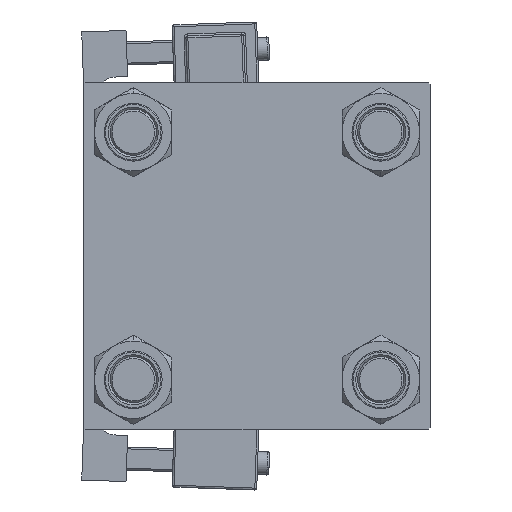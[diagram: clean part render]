
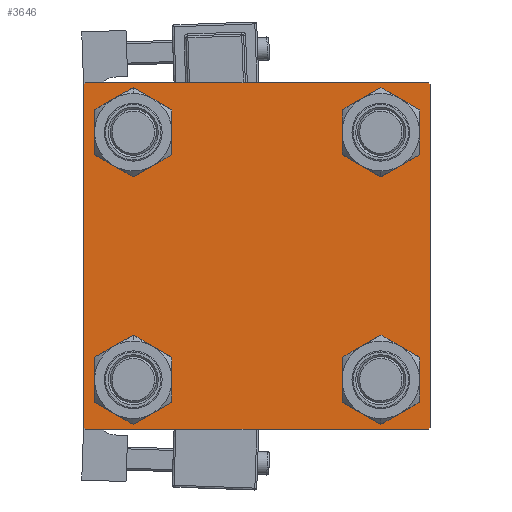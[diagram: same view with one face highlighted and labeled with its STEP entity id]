
A CAD part, left-side view. The second image highlights one B-rep face of the part: STEP entity #3646.
In plain terms, the highlighted planar face has unit normal (-1, 0, 0).
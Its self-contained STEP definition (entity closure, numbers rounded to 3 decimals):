
#598 = EDGE_CURVE ( 'NONE', #38170, #44563, #23143, .T. ) ;
#1034 = VERTEX_POINT ( 'NONE', #48002 ) ;
#1082 = DIRECTION ( 'NONE',  ( 1., 0., 0. ) ) ;
#2045 = CIRCLE ( 'NONE', #4583, 6.5 ) ;
#2404 = EDGE_CURVE ( 'NONE', #22431, #23978, #40863, .T. ) ;
#2760 = CARTESIAN_POINT ( 'NONE',  ( 0., -44.5, -45. ) ) ;
#2866 = LINE ( 'NONE', #47417, #31143 ) ;
#3080 = ORIENTED_EDGE ( 'NONE', *, *, #47377, .T. ) ;
#3646 = ADVANCED_FACE ( 'NONE', ( #20813, #45187, #12075, #44402, #4640 ), #45453, .T. ) ;
#3730 = ORIENTED_EDGE ( 'NONE', *, *, #28263, .T. ) ;
#4032 = DIRECTION ( 'NONE',  ( 0., 0., 1. ) ) ;
#4121 = AXIS2_PLACEMENT_3D ( 'NONE', #25482, #1082, #25219 ) ;
#4583 = AXIS2_PLACEMENT_3D ( 'NONE', #29219, #37415, #37156 ) ;
#4640 = FACE_OUTER_BOUND ( 'NONE', #25671, .T. ) ;
#5545 = EDGE_CURVE ( 'NONE', #44190, #43643, #20771, .T. ) ;
#6129 = CIRCLE ( 'NONE', #20547, 6.5 ) ;
#6581 = AXIS2_PLACEMENT_3D ( 'NONE', #52355, #40679, #32219 ) ;
#6652 = DIRECTION ( 'NONE',  ( 0., 0.707, -0.707 ) ) ;
#6773 = LINE ( 'NONE', #46560, #51633 ) ;
#8372 = EDGE_CURVE ( 'NONE', #42481, #41245, #2045, .T. ) ;
#8589 = VERTEX_POINT ( 'NONE', #48780 ) ;
#9581 = DIRECTION ( 'NONE',  ( 1., 0., 0. ) ) ;
#10207 = CARTESIAN_POINT ( 'NONE',  ( 0., 32.15, 25.65 ) ) ;
#10921 = ORIENTED_EDGE ( 'NONE', *, *, #49334, .T. ) ;
#12075 = FACE_BOUND ( 'NONE', #49624, .T. ) ;
#12522 = CARTESIAN_POINT ( 'NONE',  ( 0., 44.75, -44.75 ) ) ;
#12559 = VERTEX_POINT ( 'NONE', #42391 ) ;
#12630 = ORIENTED_EDGE ( 'NONE', *, *, #29120, .T. ) ;
#13519 = AXIS2_PLACEMENT_3D ( 'NONE', #52079, #47589, #51306 ) ;
#15541 = CARTESIAN_POINT ( 'NONE',  ( 0., 45., -44.5 ) ) ;
#15907 = CIRCLE ( 'NONE', #6581, 6.5 ) ;
#16187 = CARTESIAN_POINT ( 'NONE',  ( 0., 44.5, -45. ) ) ;
#16798 = CARTESIAN_POINT ( 'NONE',  ( 0., -44.75, 44.75 ) ) ;
#17250 = DIRECTION ( 'NONE',  ( 0., 0., -1. ) ) ;
#19628 = CARTESIAN_POINT ( 'NONE',  ( 0., 44.75, 44.75 ) ) ;
#19770 = EDGE_CURVE ( 'NONE', #35492, #8589, #6129, .T. ) ;
#19951 = DIRECTION ( 'NONE',  ( 1., 0., 0. ) ) ;
#20138 = VERTEX_POINT ( 'NONE', #16187 ) ;
#20547 = AXIS2_PLACEMENT_3D ( 'NONE', #40605, #19951, #4032 ) ;
#20771 = LINE ( 'NONE', #36930, #51167 ) ;
#20813 = FACE_BOUND ( 'NONE', #30860, .T. ) ;
#21410 = CARTESIAN_POINT ( 'NONE',  ( 0., -45., -44.5 ) ) ;
#21871 = CARTESIAN_POINT ( 'NONE',  ( 0., -32.15, -25.65 ) ) ;
#22431 = VERTEX_POINT ( 'NONE', #10207 ) ;
#22451 = AXIS2_PLACEMENT_3D ( 'NONE', #23695, #39842, #35873 ) ;
#22594 = CARTESIAN_POINT ( 'NONE',  ( 0., 44.5, 45. ) ) ;
#22757 = DIRECTION ( 'NONE',  ( 0., 0., 1. ) ) ;
#22777 = DIRECTION ( 'NONE',  ( 0., -1., 0. ) ) ;
#23010 = DIRECTION ( 'NONE',  ( 1., 0., 0. ) ) ;
#23143 = LINE ( 'NONE', #30850, #33233 ) ;
#23289 = EDGE_CURVE ( 'NONE', #37279, #1034, #36394, .T. ) ;
#23379 = CIRCLE ( 'NONE', #28464, 6.5 ) ;
#23695 = CARTESIAN_POINT ( 'NONE',  ( 0., 32.15, 32.15 ) ) ;
#23856 = ORIENTED_EDGE ( 'NONE', *, *, #46748, .T. ) ;
#23978 = VERTEX_POINT ( 'NONE', #30878 ) ;
#23998 = DIRECTION ( 'NONE',  ( -1., 0., 0. ) ) ;
#24338 = VECTOR ( 'NONE', #6652, 1000. ) ;
#24539 = VECTOR ( 'NONE', #17250, 1000. ) ;
#25219 = DIRECTION ( 'NONE',  ( 0., 0., 1. ) ) ;
#25482 = CARTESIAN_POINT ( 'NONE',  ( 0., -32.15, -32.15 ) ) ;
#25499 = LINE ( 'NONE', #12522, #30210 ) ;
#25644 = EDGE_CURVE ( 'NONE', #23978, #22431, #25845, .T. ) ;
#25671 = EDGE_LOOP ( 'NONE', ( #50052, #12630, #43459, #42807, #45557, #37968, #46974, #23856 ) ) ;
#25747 = AXIS2_PLACEMENT_3D ( 'NONE', #36970, #23998, #40151 ) ;
#25751 = DIRECTION ( 'NONE',  ( 0., 0., 1. ) ) ;
#25845 = CIRCLE ( 'NONE', #22451, 6.5 ) ;
#26136 = ORIENTED_EDGE ( 'NONE', *, *, #25644, .T. ) ;
#27047 = ORIENTED_EDGE ( 'NONE', *, *, #8372, .T. ) ;
#28263 = EDGE_CURVE ( 'NONE', #8589, #35492, #23379, .T. ) ;
#28464 = AXIS2_PLACEMENT_3D ( 'NONE', #29731, #9581, #25751 ) ;
#29120 = EDGE_CURVE ( 'NONE', #43643, #20138, #25499, .T. ) ;
#29187 = CARTESIAN_POINT ( 'NONE',  ( 0., 45., 44.5 ) ) ;
#29219 = CARTESIAN_POINT ( 'NONE',  ( 0., -32.15, -32.15 ) ) ;
#29731 = CARTESIAN_POINT ( 'NONE',  ( 0., -32.15, 32.15 ) ) ;
#30210 = VECTOR ( 'NONE', #41134, 1000. ) ;
#30285 = CARTESIAN_POINT ( 'NONE',  ( 0., -32.15, -38.65 ) ) ;
#30617 = CARTESIAN_POINT ( 'NONE',  ( 0., -45., 44.5 ) ) ;
#30846 = VECTOR ( 'NONE', #41159, 1000. ) ;
#30850 = CARTESIAN_POINT ( 'NONE',  ( 0., -44.75, -44.75 ) ) ;
#30860 = EDGE_LOOP ( 'NONE', ( #38271, #3730 ) ) ;
#30878 = CARTESIAN_POINT ( 'NONE',  ( 0., 32.15, 38.65 ) ) ;
#31143 = VECTOR ( 'NONE', #22777, 1000. ) ;
#32219 = DIRECTION ( 'NONE',  ( 0., 0., 1. ) ) ;
#32969 = DIRECTION ( 'NONE',  ( 0., 0., -1. ) ) ;
#33114 = EDGE_LOOP ( 'NONE', ( #27047, #10921 ) ) ;
#33233 = VECTOR ( 'NONE', #47007, 1000. ) ;
#34630 = DIRECTION ( 'NONE',  ( 0., -1., 0. ) ) ;
#35492 = VERTEX_POINT ( 'NONE', #43446 ) ;
#35873 = DIRECTION ( 'NONE',  ( 0., 0., 1. ) ) ;
#36394 = LINE ( 'NONE', #16798, #30846 ) ;
#36844 = LINE ( 'NONE', #48797, #24539 ) ;
#36930 = CARTESIAN_POINT ( 'NONE',  ( 0., 45., 45. ) ) ;
#36970 = CARTESIAN_POINT ( 'NONE',  ( 0., 0., 0. ) ) ;
#37156 = DIRECTION ( 'NONE',  ( 0., 0., 1. ) ) ;
#37279 = VERTEX_POINT ( 'NONE', #30617 ) ;
#37415 = DIRECTION ( 'NONE',  ( 1., 0., 0. ) ) ;
#37968 = ORIENTED_EDGE ( 'NONE', *, *, #23289, .T. ) ;
#38170 = VERTEX_POINT ( 'NONE', #2760 ) ;
#38271 = ORIENTED_EDGE ( 'NONE', *, *, #19770, .T. ) ;
#39842 = DIRECTION ( 'NONE',  ( 1., 0., 0. ) ) ;
#40151 = DIRECTION ( 'NONE',  ( 0., 0., 1. ) ) ;
#40597 = EDGE_CURVE ( 'NONE', #48690, #1034, #6773, .T. ) ;
#40605 = CARTESIAN_POINT ( 'NONE',  ( 0., -32.15, 32.15 ) ) ;
#40679 = DIRECTION ( 'NONE',  ( 1., 0., 0. ) ) ;
#40863 = CIRCLE ( 'NONE', #47647, 6.5 ) ;
#41039 = VERTEX_POINT ( 'NONE', #50220 ) ;
#41134 = DIRECTION ( 'NONE',  ( 0., -0.707, -0.707 ) ) ;
#41159 = DIRECTION ( 'NONE',  ( 0., 0.707, 0.707 ) ) ;
#41245 = VERTEX_POINT ( 'NONE', #30285 ) ;
#42391 = CARTESIAN_POINT ( 'NONE',  ( 0., 32.15, -25.65 ) ) ;
#42481 = VERTEX_POINT ( 'NONE', #21871 ) ;
#42807 = ORIENTED_EDGE ( 'NONE', *, *, #598, .T. ) ;
#43146 = EDGE_CURVE ( 'NONE', #37279, #44563, #36844, .T. ) ;
#43446 = CARTESIAN_POINT ( 'NONE',  ( 0., -32.15, 38.65 ) ) ;
#43459 = ORIENTED_EDGE ( 'NONE', *, *, #47826, .T. ) ;
#43643 = VERTEX_POINT ( 'NONE', #15541 ) ;
#44190 = VERTEX_POINT ( 'NONE', #29187 ) ;
#44402 = FACE_BOUND ( 'NONE', #51927, .T. ) ;
#44563 = VERTEX_POINT ( 'NONE', #21410 ) ;
#44842 = CIRCLE ( 'NONE', #13519, 6.5 ) ;
#45187 = FACE_BOUND ( 'NONE', #33114, .T. ) ;
#45453 = PLANE ( 'NONE',  #25747 ) ;
#45557 = ORIENTED_EDGE ( 'NONE', *, *, #43146, .F. ) ;
#46560 = CARTESIAN_POINT ( 'NONE',  ( 0., 45., 45. ) ) ;
#46660 = ORIENTED_EDGE ( 'NONE', *, *, #2404, .T. ) ;
#46748 = EDGE_CURVE ( 'NONE', #48690, #44190, #51443, .T. ) ;
#46974 = ORIENTED_EDGE ( 'NONE', *, *, #40597, .F. ) ;
#47007 = DIRECTION ( 'NONE',  ( 0., -0.707, 0.707 ) ) ;
#47301 = CIRCLE ( 'NONE', #4121, 6.5 ) ;
#47377 = EDGE_CURVE ( 'NONE', #41039, #12559, #15907, .T. ) ;
#47417 = CARTESIAN_POINT ( 'NONE',  ( 0., 45., -45. ) ) ;
#47589 = DIRECTION ( 'NONE',  ( 1., 0., 0. ) ) ;
#47647 = AXIS2_PLACEMENT_3D ( 'NONE', #47653, #23010, #22757 ) ;
#47653 = CARTESIAN_POINT ( 'NONE',  ( 0., 32.15, 32.15 ) ) ;
#47826 = EDGE_CURVE ( 'NONE', #20138, #38170, #2866, .T. ) ;
#48002 = CARTESIAN_POINT ( 'NONE',  ( 0., -44.5, 45. ) ) ;
#48607 = ORIENTED_EDGE ( 'NONE', *, *, #51903, .T. ) ;
#48690 = VERTEX_POINT ( 'NONE', #22594 ) ;
#48780 = CARTESIAN_POINT ( 'NONE',  ( 0., -32.15, 25.65 ) ) ;
#48797 = CARTESIAN_POINT ( 'NONE',  ( 0., -45., 45. ) ) ;
#49334 = EDGE_CURVE ( 'NONE', #41245, #42481, #47301, .T. ) ;
#49624 = EDGE_LOOP ( 'NONE', ( #48607, #3080 ) ) ;
#50052 = ORIENTED_EDGE ( 'NONE', *, *, #5545, .T. ) ;
#50220 = CARTESIAN_POINT ( 'NONE',  ( 0., 32.15, -38.65 ) ) ;
#51167 = VECTOR ( 'NONE', #32969, 1000. ) ;
#51306 = DIRECTION ( 'NONE',  ( 0., 0., 1. ) ) ;
#51443 = LINE ( 'NONE', #19628, #24338 ) ;
#51633 = VECTOR ( 'NONE', #34630, 1000. ) ;
#51903 = EDGE_CURVE ( 'NONE', #12559, #41039, #44842, .T. ) ;
#51927 = EDGE_LOOP ( 'NONE', ( #26136, #46660 ) ) ;
#52079 = CARTESIAN_POINT ( 'NONE',  ( 0., 32.15, -32.15 ) ) ;
#52355 = CARTESIAN_POINT ( 'NONE',  ( 0., 32.15, -32.15 ) ) ;
